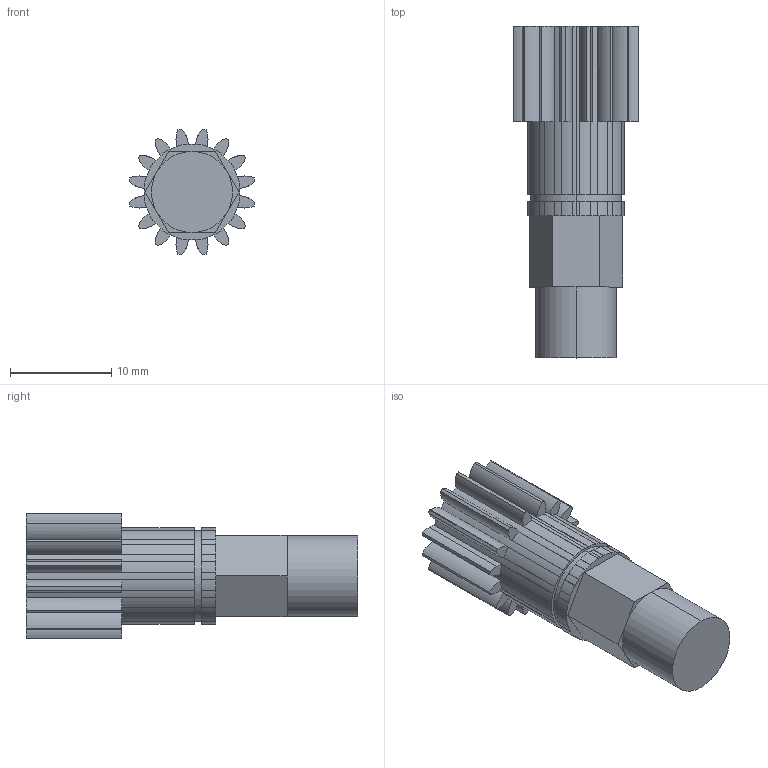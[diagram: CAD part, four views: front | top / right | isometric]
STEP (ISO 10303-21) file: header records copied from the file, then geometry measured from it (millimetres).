
FILE_DESCRIPTION (( 'STEP AP214' ), '1' );
FILE_NAME ('am-3988 Sport Pinion Output Shaft.step', '2019-01-17T14:14:22', ( '' ), ( '' ), 'SwSTEP 2.0', 'SolidWorks 2017', '' );
FILE_SCHEMA (( 'AUTOMOTIVE_DESIGN' ));
Length unit declared in the file: inch
Products named in the file (1): am-3988 Sport Pinion Output Shaft
Bounding box: 12.42 x 32.77 x 12.42 mm (x, y, z)
Volume: 2279.8 mm3; surface area: 1533.3 mm2
Topology: 1 solids, 1 shells, 187 faces, 538 edges, 356 vertices
Faces by surface type: cylinder 154, plane 33
Entity records: 8803 total; most frequent: DIRECTION 1258, CARTESIAN_POINT 1082, ORIENTED_EDGE 1076, EDGE_CURVE 538, AXIS2_PLACEMENT_3D 532, VERTEX_POINT 356, CIRCLE 344, VECTOR 194
